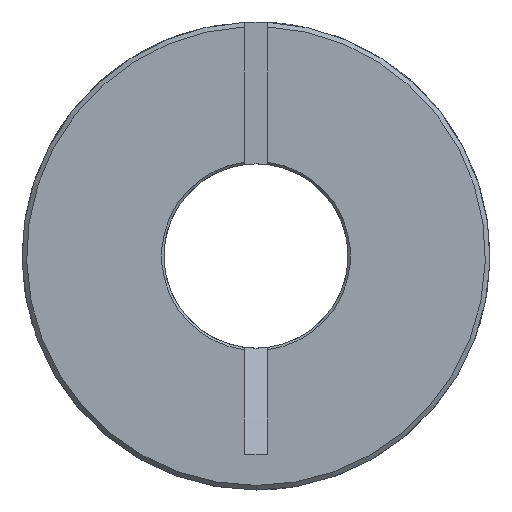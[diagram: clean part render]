
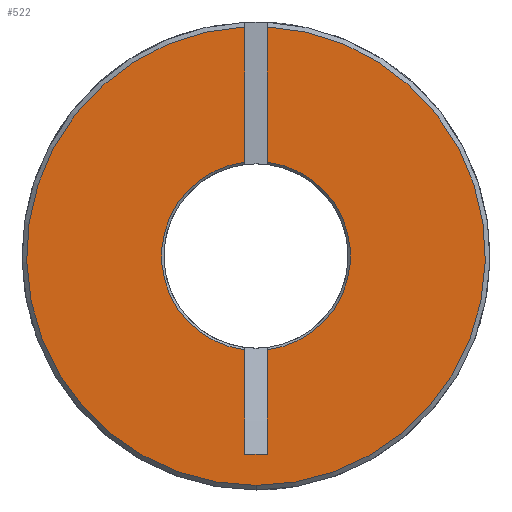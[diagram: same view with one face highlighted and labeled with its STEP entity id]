
A CAD part, left-side view. The second image highlights one B-rep face of the part: STEP entity #522.
In plain terms, the highlighted planar face has unit normal (-1, 0, 0).
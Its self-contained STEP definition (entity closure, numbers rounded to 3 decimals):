
#133 = AXIS2_PLACEMENT_3D ( 'NONE', #1539, #1541, #1542 ) ;
#135 = AXIS2_PLACEMENT_3D ( 'NONE', #1535, #1537, #1643 ) ;
#154 = AXIS2_PLACEMENT_3D ( 'NONE', #1505, #1507, #1508 ) ;
#165 = VERTEX_POINT ( 'NONE', #226 ) ;
#191 = VERTEX_POINT ( 'NONE', #286 ) ;
#200 = AXIS2_PLACEMENT_3D ( 'NONE', #369, #371, #377 ) ;
#206 = LINE ( 'NONE', #1511, #372 ) ;
#226 = CARTESIAN_POINT ( 'NONE',  ( 0., 0.61, 5.089 ) ) ;
#255 = VERTEX_POINT ( 'NONE', #353 ) ;
#264 = EDGE_CURVE ( 'NONE', #255, #1477, #1189, .T. ) ;
#286 = CARTESIAN_POINT ( 'NONE',  ( 0., 0.61, -5.089 ) ) ;
#326 = AXIS2_PLACEMENT_3D ( 'NONE', #945, #949, #951 ) ;
#345 = VECTOR ( 'NONE', #1504, 1000. ) ;
#347 = CIRCLE ( 'NONE', #133, 12.45 ) ;
#353 = CARTESIAN_POINT ( 'NONE',  ( 0., 0., -12.45 ) ) ;
#360 = LINE ( 'NONE', #1496, #345 ) ;
#363 = VECTOR ( 'NONE', #1525, 1000. ) ;
#366 = CIRCLE ( 'NONE', #135, 5.125 ) ;
#369 = CARTESIAN_POINT ( 'NONE',  ( 0., 0., 0. ) ) ;
#371 = DIRECTION ( 'NONE',  ( -1., 0., 0. ) ) ;
#372 = VECTOR ( 'NONE', #1515, 1000. ) ;
#374 = LINE ( 'NONE', #1520, #363 ) ;
#376 = VECTOR ( 'NONE', #1412, 1000. ) ;
#377 = DIRECTION ( 'NONE',  ( 0., 0., 1. ) ) ;
#394 = VECTOR ( 'NONE', #1494, 1000. ) ;
#397 = LINE ( 'NONE', #1491, #394 ) ;
#401 = CIRCLE ( 'NONE', #154, 5.125 ) ;
#465 = VERTEX_POINT ( 'NONE', #744 ) ;
#522 = ADVANCED_FACE ( 'NONE', ( #891 ), #948, .T. ) ;
#682 = CARTESIAN_POINT ( 'NONE',  ( 0., 0.61, -10.753 ) ) ;
#713 = VERTEX_POINT ( 'NONE', #1014 ) ;
#744 = CARTESIAN_POINT ( 'NONE',  ( 0., -0.61, -10.753 ) ) ;
#856 = CARTESIAN_POINT ( 'NONE',  ( 0., -0.61, 5.089 ) ) ;
#869 = EDGE_LOOP ( 'NONE', ( #1702, #1711, #1713, #1714, #1717, #1721, #1724, #1726, #1729 ) ) ;
#891 = FACE_OUTER_BOUND ( 'NONE', #869, .T. ) ;
#945 = CARTESIAN_POINT ( 'NONE',  ( 0., 0., 0. ) ) ;
#948 = PLANE ( 'NONE',  #326 ) ;
#949 = DIRECTION ( 'NONE',  ( -1., 0., 0. ) ) ;
#951 = DIRECTION ( 'NONE',  ( 0., 0., 1. ) ) ;
#1014 = CARTESIAN_POINT ( 'NONE',  ( 0., -0.61, -5.089 ) ) ;
#1061 = EDGE_CURVE ( 'NONE', #1314, #1477, #397, .T. ) ;
#1062 = EDGE_CURVE ( 'NONE', #1314, #713, #401, .T. ) ;
#1068 = EDGE_CURVE ( 'NONE', #713, #465, #1492, .T. ) ;
#1071 = EDGE_CURVE ( 'NONE', #465, #1280, #206, .T. ) ;
#1075 = EDGE_CURVE ( 'NONE', #1280, #191, #374, .T. ) ;
#1078 = EDGE_CURVE ( 'NONE', #191, #165, #366, .T. ) ;
#1082 = EDGE_CURVE ( 'NONE', #1375, #165, #360, .T. ) ;
#1084 = EDGE_CURVE ( 'NONE', #1375, #255, #347, .T. ) ;
#1189 = CIRCLE ( 'NONE', #200, 12.45 ) ;
#1258 = CARTESIAN_POINT ( 'NONE',  ( 0., 0.61, 12.435 ) ) ;
#1280 = VERTEX_POINT ( 'NONE', #682 ) ;
#1314 = VERTEX_POINT ( 'NONE', #856 ) ;
#1375 = VERTEX_POINT ( 'NONE', #1258 ) ;
#1387 = CARTESIAN_POINT ( 'NONE',  ( 0., -0.61, 0. ) ) ;
#1412 = DIRECTION ( 'NONE',  ( 0., 0., -1. ) ) ;
#1477 = VERTEX_POINT ( 'NONE', #1633 ) ;
#1491 = CARTESIAN_POINT ( 'NONE',  ( 0., -0.61, 4.963 ) ) ;
#1492 = LINE ( 'NONE', #1387, #376 ) ;
#1494 = DIRECTION ( 'NONE',  ( 0., 0., 1. ) ) ;
#1496 = CARTESIAN_POINT ( 'NONE',  ( 0., 0.61, 12.685 ) ) ;
#1504 = DIRECTION ( 'NONE',  ( 0., 0., -1. ) ) ;
#1505 = CARTESIAN_POINT ( 'NONE',  ( 0., 0., 0. ) ) ;
#1507 = DIRECTION ( 'NONE',  ( 1., 0., 0. ) ) ;
#1508 = DIRECTION ( 'NONE',  ( 0., 0., 1. ) ) ;
#1511 = CARTESIAN_POINT ( 'NONE',  ( 0., 0., -10.753 ) ) ;
#1515 = DIRECTION ( 'NONE',  ( 0., 1., 0. ) ) ;
#1520 = CARTESIAN_POINT ( 'NONE',  ( 0., 0.61, 0. ) ) ;
#1525 = DIRECTION ( 'NONE',  ( 0., 0., 1. ) ) ;
#1535 = CARTESIAN_POINT ( 'NONE',  ( 0., 0., 0. ) ) ;
#1537 = DIRECTION ( 'NONE',  ( 1., 0., 0. ) ) ;
#1539 = CARTESIAN_POINT ( 'NONE',  ( 0., 0., 0. ) ) ;
#1541 = DIRECTION ( 'NONE',  ( -1., 0., 0. ) ) ;
#1542 = DIRECTION ( 'NONE',  ( 0., 0., 1. ) ) ;
#1633 = CARTESIAN_POINT ( 'NONE',  ( 0., -0.61, 12.435 ) ) ;
#1643 = DIRECTION ( 'NONE',  ( 0., 0., 1. ) ) ;
#1702 = ORIENTED_EDGE ( 'NONE', *, *, #1061, .F. ) ;
#1711 = ORIENTED_EDGE ( 'NONE', *, *, #1062, .T. ) ;
#1713 = ORIENTED_EDGE ( 'NONE', *, *, #1068, .T. ) ;
#1714 = ORIENTED_EDGE ( 'NONE', *, *, #1071, .T. ) ;
#1717 = ORIENTED_EDGE ( 'NONE', *, *, #1075, .T. ) ;
#1721 = ORIENTED_EDGE ( 'NONE', *, *, #1078, .T. ) ;
#1724 = ORIENTED_EDGE ( 'NONE', *, *, #1082, .F. ) ;
#1726 = ORIENTED_EDGE ( 'NONE', *, *, #1084, .T. ) ;
#1729 = ORIENTED_EDGE ( 'NONE', *, *, #264, .T. ) ;
